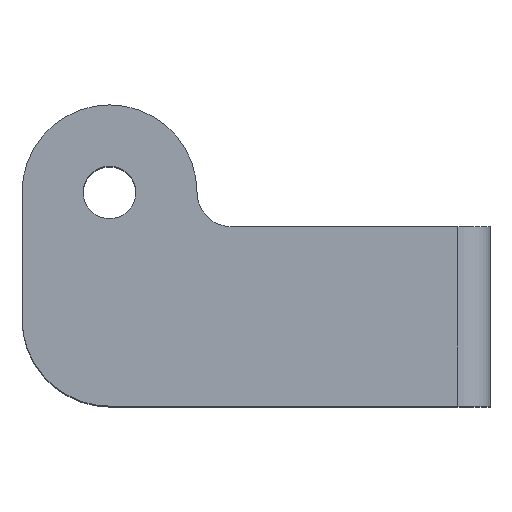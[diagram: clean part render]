
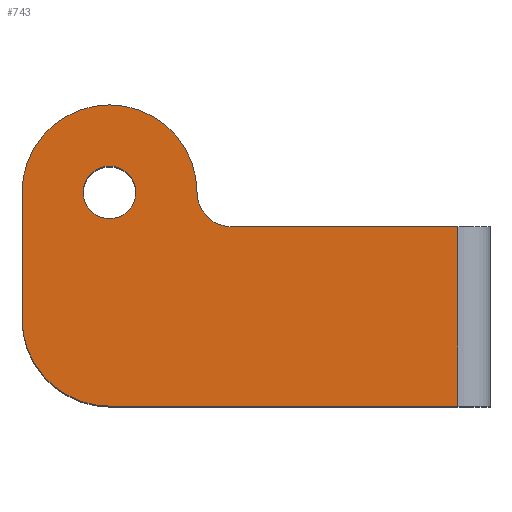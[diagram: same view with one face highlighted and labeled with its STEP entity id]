
A CAD part, top view. The second image highlights one B-rep face of the part: STEP entity #743.
In plain terms, the highlighted planar face has unit normal (0, 0, 1).
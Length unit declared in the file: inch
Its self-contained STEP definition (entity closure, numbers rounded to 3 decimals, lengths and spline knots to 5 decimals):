
#4 = CARTESIAN_POINT ( 'NONE',  ( -0.2285, 0., 0.4375 ) ) ;
#9 = CARTESIAN_POINT ( 'NONE',  ( -0.365, 0.3335, 0.4375 ) ) ;
#14 = DIRECTION ( 'NONE',  ( 1., 0., 0. ) ) ;
#20 = DIRECTION ( 'NONE',  ( 1., 0., 0. ) ) ;
#21 = AXIS2_PLACEMENT_3D ( 'NONE', #221, #1203, #1000 ) ;
#49 = VERTEX_POINT ( 'NONE', #629 ) ;
#69 = ORIENTED_EDGE ( 'NONE', *, *, #370, .F. ) ;
#74 = VERTEX_POINT ( 'NONE', #424 ) ;
#102 = LINE ( 'NONE', #390, #851 ) ;
#110 = CARTESIAN_POINT ( 'NONE',  ( 0.315, 0.47, 0.4375 ) ) ;
#116 = LINE ( 'NONE', #110, #603 ) ;
#128 = CARTESIAN_POINT ( 'NONE',  ( -0.0385, 0.3335, 0.4375 ) ) ;
#129 = AXIS2_PLACEMENT_3D ( 'NONE', #595, #889, #14 ) ;
#152 = VERTEX_POINT ( 'NONE', #1139 ) ;
#159 = ORIENTED_EDGE ( 'NONE', *, *, #907, .F. ) ;
#189 = CARTESIAN_POINT ( 'NONE',  ( -0.365, 0.47, 0.4375 ) ) ;
#203 = DIRECTION ( 'NONE',  ( 1., 0., 0. ) ) ;
#221 = CARTESIAN_POINT ( 'NONE',  ( -0.2285, 0.1365, 0.4375 ) ) ;
#230 = VECTOR ( 'NONE', #966, 39.37008 ) ;
#258 = VERTEX_POINT ( 'NONE', #9 ) ;
#295 = ORIENTED_EDGE ( 'NONE', *, *, #319, .T. ) ;
#298 = FACE_BOUND ( 'NONE', #844, .T. ) ;
#299 = CIRCLE ( 'NONE', #129, 0.041 ) ;
#309 = DIRECTION ( 'NONE',  ( 0., 1., 0. ) ) ;
#319 = EDGE_CURVE ( 'NONE', #1145, #380, #102, .T. ) ;
#324 = CIRCLE ( 'NONE', #497, 0.1365 ) ;
#329 = CIRCLE ( 'NONE', #21, 0.1365 ) ;
#338 = EDGE_CURVE ( 'NONE', #74, #1219, #299, .T. ) ;
#359 = EDGE_CURVE ( 'NONE', #49, #1131, #1064, .T. ) ;
#370 = EDGE_CURVE ( 'NONE', #385, #1131, #1062, .T. ) ;
#371 = AXIS2_PLACEMENT_3D ( 'NONE', #189, #697, #463 ) ;
#380 = VERTEX_POINT ( 'NONE', #513 ) ;
#382 = EDGE_CURVE ( 'NONE', #258, #152, #811, .T. ) ;
#385 = VERTEX_POINT ( 'NONE', #607 ) ;
#389 = EDGE_CURVE ( 'NONE', #152, #1145, #329, .T. ) ;
#390 = CARTESIAN_POINT ( 'NONE',  ( -0.365, 0., 0.4375 ) ) ;
#393 = CARTESIAN_POINT ( 'NONE',  ( -0.2695, 0.3335, 0.4375 ) ) ;
#399 = CARTESIAN_POINT ( 'NONE',  ( -0.0385, 0.28, 0.4375 ) ) ;
#400 = DIRECTION ( 'NONE',  ( 1., 0., 0. ) ) ;
#418 = ORIENTED_EDGE ( 'NONE', *, *, #359, .T. ) ;
#424 = CARTESIAN_POINT ( 'NONE',  ( -0.1875, 0.3335, 0.4375 ) ) ;
#454 = EDGE_LOOP ( 'NONE', ( #1248, #948, #295, #856, #418, #69, #790 ) ) ;
#460 = AXIS2_PLACEMENT_3D ( 'NONE', #128, #613, #20 ) ;
#463 = DIRECTION ( 'NONE',  ( -1., 0., 0. ) ) ;
#497 = AXIS2_PLACEMENT_3D ( 'NONE', #498, #702, #400 ) ;
#498 = CARTESIAN_POINT ( 'NONE',  ( -0.2285, 0.3335, 0.4375 ) ) ;
#503 = DIRECTION ( 'NONE',  ( 1., 0., 0. ) ) ;
#513 = CARTESIAN_POINT ( 'NONE',  ( 0.315, 0., 0.4375 ) ) ;
#520 = ORIENTED_EDGE ( 'NONE', *, *, #338, .F. ) ;
#559 = CIRCLE ( 'NONE', #852, 0.041 ) ;
#570 = CARTESIAN_POINT ( 'NONE',  ( 0., 0.28, 0.4375 ) ) ;
#595 = CARTESIAN_POINT ( 'NONE',  ( -0.2285, 0.3335, 0.4375 ) ) ;
#603 = VECTOR ( 'NONE', #309, 39.37008 ) ;
#607 = CARTESIAN_POINT ( 'NONE',  ( -0.092, 0.3335, 0.4375 ) ) ;
#613 = DIRECTION ( 'NONE',  ( 0., 0., 1. ) ) ;
#629 = CARTESIAN_POINT ( 'NONE',  ( 0.315, 0.28, 0.4375 ) ) ;
#677 = PLANE ( 'NONE',  #371 ) ;
#697 = DIRECTION ( 'NONE',  ( 0., 0., -1. ) ) ;
#702 = DIRECTION ( 'NONE',  ( 0., 0., -1. ) ) ;
#743 = ADVANCED_FACE ( 'NONE', ( #882, #298 ), #677, .F. ) ;
#790 = ORIENTED_EDGE ( 'NONE', *, *, #895, .F. ) ;
#808 = CARTESIAN_POINT ( 'NONE',  ( -0.365, 0.47, 0.4375 ) ) ;
#811 = LINE ( 'NONE', #808, #1242 ) ;
#844 = EDGE_LOOP ( 'NONE', ( #520, #159 ) ) ;
#851 = VECTOR ( 'NONE', #203, 39.37008 ) ;
#852 = AXIS2_PLACEMENT_3D ( 'NONE', #1191, #1095, #503 ) ;
#856 = ORIENTED_EDGE ( 'NONE', *, *, #881, .T. ) ;
#881 = EDGE_CURVE ( 'NONE', #380, #49, #116, .T. ) ;
#882 = FACE_OUTER_BOUND ( 'NONE', #454, .T. ) ;
#889 = DIRECTION ( 'NONE',  ( 0., 0., 1. ) ) ;
#895 = EDGE_CURVE ( 'NONE', #258, #385, #324, .T. ) ;
#907 = EDGE_CURVE ( 'NONE', #1219, #74, #559, .T. ) ;
#948 = ORIENTED_EDGE ( 'NONE', *, *, #389, .T. ) ;
#966 = DIRECTION ( 'NONE',  ( -1., 0., 0. ) ) ;
#1000 = DIRECTION ( 'NONE',  ( -1., 0., 0. ) ) ;
#1062 = CIRCLE ( 'NONE', #460, 0.0535 ) ;
#1064 = LINE ( 'NONE', #570, #230 ) ;
#1095 = DIRECTION ( 'NONE',  ( 0., 0., 1. ) ) ;
#1105 = DIRECTION ( 'NONE',  ( 0., -1., 0. ) ) ;
#1131 = VERTEX_POINT ( 'NONE', #399 ) ;
#1139 = CARTESIAN_POINT ( 'NONE',  ( -0.365, 0.1365, 0.4375 ) ) ;
#1145 = VERTEX_POINT ( 'NONE', #4 ) ;
#1191 = CARTESIAN_POINT ( 'NONE',  ( -0.2285, 0.3335, 0.4375 ) ) ;
#1203 = DIRECTION ( 'NONE',  ( 0., 0., 1. ) ) ;
#1219 = VERTEX_POINT ( 'NONE', #393 ) ;
#1242 = VECTOR ( 'NONE', #1105, 39.37008 ) ;
#1248 = ORIENTED_EDGE ( 'NONE', *, *, #382, .T. ) ;
